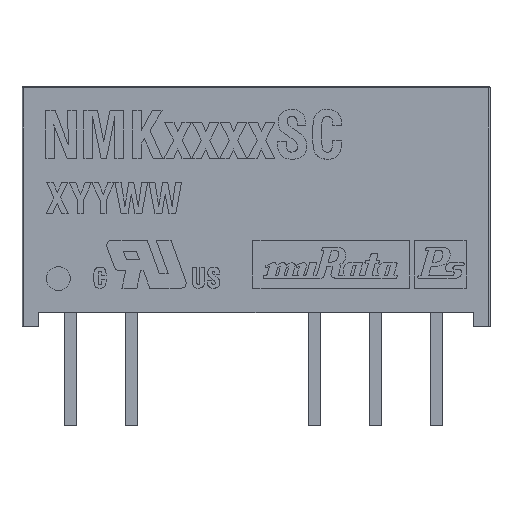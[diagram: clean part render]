
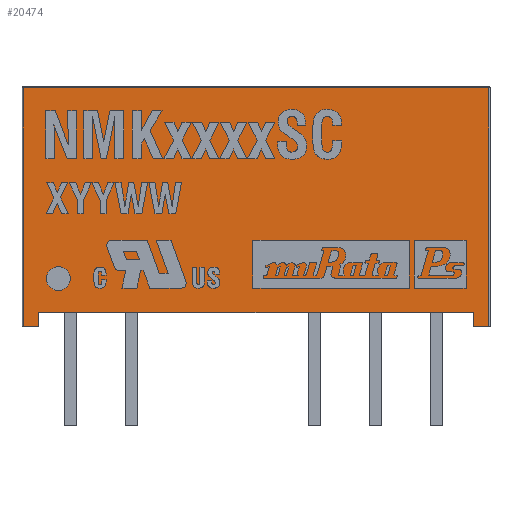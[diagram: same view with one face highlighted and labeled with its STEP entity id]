
A CAD part, top view. The second image highlights one B-rep face of the part: STEP entity #20474.
In plain terms, the highlighted planar face has unit normal (0, 0, 1).
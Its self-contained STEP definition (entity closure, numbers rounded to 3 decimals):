
#182 = EDGE_CURVE ( 'NONE', #26147, #10991, #8686, .T. ) ;
#1643 = DIRECTION ( 'NONE',  ( -1., 0., 0. ) ) ;
#1669 = ORIENTED_EDGE ( 'NONE', *, *, #19525, .T. ) ;
#1704 = LINE ( 'NONE', #5299, #20302 ) ;
#2873 = ORIENTED_EDGE ( 'NONE', *, *, #27590, .T. ) ;
#4230 = EDGE_CURVE ( 'NONE', #26147, #12144, #17624, .T. ) ;
#5090 = CARTESIAN_POINT ( 'NONE',  ( -1.33, 4.7, 6.25 ) ) ;
#5299 = CARTESIAN_POINT ( 'NONE',  ( 16.77, 4.1, 6.25 ) ) ;
#5355 = FACE_OUTER_BOUND ( 'NONE', #30598, .T. ) ;
#5361 = DIRECTION ( 'NONE',  ( 1., 0., 0. ) ) ;
#6054 = EDGE_CURVE ( 'NONE', #23499, #14969, #27772, .T. ) ;
#6164 = PLANE ( 'NONE',  #14803 ) ;
#6453 = VECTOR ( 'NONE', #6845, 1000. ) ;
#6639 = EDGE_CURVE ( 'NONE', #23499, #14689, #13650, .T. ) ;
#6845 = DIRECTION ( 'NONE',  ( 0., -1., 0. ) ) ;
#6998 = VERTEX_POINT ( 'NONE', #28995 ) ;
#7157 = VECTOR ( 'NONE', #23556, 1000. ) ;
#7456 = DIRECTION ( 'NONE',  ( -1., 0., 0. ) ) ;
#7602 = ORIENTED_EDGE ( 'NONE', *, *, #27034, .T. ) ;
#7920 = VECTOR ( 'NONE', #7456, 1000. ) ;
#8356 = VECTOR ( 'NONE', #1643, 1000. ) ;
#8681 = CARTESIAN_POINT ( 'NONE',  ( -2.03, 4.1, 6.25 ) ) ;
#8686 = LINE ( 'NONE', #12666, #7920 ) ;
#9754 = DIRECTION ( 'NONE',  ( -1., 0., 0. ) ) ;
#10043 = ORIENTED_EDGE ( 'NONE', *, *, #16635, .T. ) ;
#10991 = VERTEX_POINT ( 'NONE', #22639 ) ;
#11084 = LINE ( 'NONE', #19928, #24040 ) ;
#11154 = DIRECTION ( 'NONE',  ( 1., 0., 0. ) ) ;
#11870 = CARTESIAN_POINT ( 'NONE',  ( -1.98, 4.1, 6.25 ) ) ;
#11966 = VECTOR ( 'NONE', #22720, 1000. ) ;
#11975 = LINE ( 'NONE', #21876, #18425 ) ;
#12144 = VERTEX_POINT ( 'NONE', #31335 ) ;
#12666 = CARTESIAN_POINT ( 'NONE',  ( -2.03, 4.1, 6.25 ) ) ;
#13650 = LINE ( 'NONE', #16253, #7157 ) ;
#14689 = VERTEX_POINT ( 'NONE', #5090 ) ;
#14803 = AXIS2_PLACEMENT_3D ( 'NONE', #8681, #25741, #11154 ) ;
#14969 = VERTEX_POINT ( 'NONE', #28362 ) ;
#16253 = CARTESIAN_POINT ( 'NONE',  ( -1.33, 4.1, 6.25 ) ) ;
#16635 = EDGE_CURVE ( 'NONE', #12144, #6998, #11975, .T. ) ;
#17321 = ORIENTED_EDGE ( 'NONE', *, *, #6639, .T. ) ;
#17624 = LINE ( 'NONE', #20278, #11966 ) ;
#18425 = VECTOR ( 'NONE', #9754, 1000. ) ;
#18688 = VERTEX_POINT ( 'NONE', #22952 ) ;
#19032 = ORIENTED_EDGE ( 'NONE', *, *, #4230, .T. ) ;
#19403 = LINE ( 'NONE', #11870, #6453 ) ;
#19525 = EDGE_CURVE ( 'NONE', #6998, #14969, #19403, .T. ) ;
#19605 = CARTESIAN_POINT ( 'NONE',  ( -2.03, 4.1, 6.25 ) ) ;
#19928 = CARTESIAN_POINT ( 'NONE',  ( -1.33, 4.7, 6.25 ) ) ;
#20278 = CARTESIAN_POINT ( 'NONE',  ( 17.42, 4.1, 6.25 ) ) ;
#20302 = VECTOR ( 'NONE', #24759, 1000. ) ;
#20474 = ADVANCED_FACE ( 'NONE', ( #5355 ), #6164, .F. ) ;
#21876 = CARTESIAN_POINT ( 'NONE',  ( -2.03, 14.05, 6.25 ) ) ;
#21906 = ORIENTED_EDGE ( 'NONE', *, *, #182, .F. ) ;
#22639 = CARTESIAN_POINT ( 'NONE',  ( 16.77, 4.1, 6.25 ) ) ;
#22720 = DIRECTION ( 'NONE',  ( 0., 1., 0. ) ) ;
#22952 = CARTESIAN_POINT ( 'NONE',  ( 16.77, 4.7, 6.25 ) ) ;
#23499 = VERTEX_POINT ( 'NONE', #24733 ) ;
#23532 = CARTESIAN_POINT ( 'NONE',  ( 17.42, 4.1, 6.25 ) ) ;
#23556 = DIRECTION ( 'NONE',  ( 0., 1., 0. ) ) ;
#24040 = VECTOR ( 'NONE', #5361, 1000. ) ;
#24733 = CARTESIAN_POINT ( 'NONE',  ( -1.33, 4.1, 6.25 ) ) ;
#24759 = DIRECTION ( 'NONE',  ( 0., -1., 0. ) ) ;
#25741 = DIRECTION ( 'NONE',  ( 0., 0., -1. ) ) ;
#26147 = VERTEX_POINT ( 'NONE', #23532 ) ;
#27034 = EDGE_CURVE ( 'NONE', #18688, #10991, #1704, .T. ) ;
#27590 = EDGE_CURVE ( 'NONE', #14689, #18688, #11084, .T. ) ;
#27772 = LINE ( 'NONE', #19605, #8356 ) ;
#28362 = CARTESIAN_POINT ( 'NONE',  ( -1.98, 4.1, 6.25 ) ) ;
#28995 = CARTESIAN_POINT ( 'NONE',  ( -1.98, 14.05, 6.25 ) ) ;
#30598 = EDGE_LOOP ( 'NONE', ( #21906, #19032, #10043, #1669, #31368, #17321, #2873, #7602 ) ) ;
#31335 = CARTESIAN_POINT ( 'NONE',  ( 17.42, 14.05, 6.25 ) ) ;
#31368 = ORIENTED_EDGE ( 'NONE', *, *, #6054, .F. ) ;
